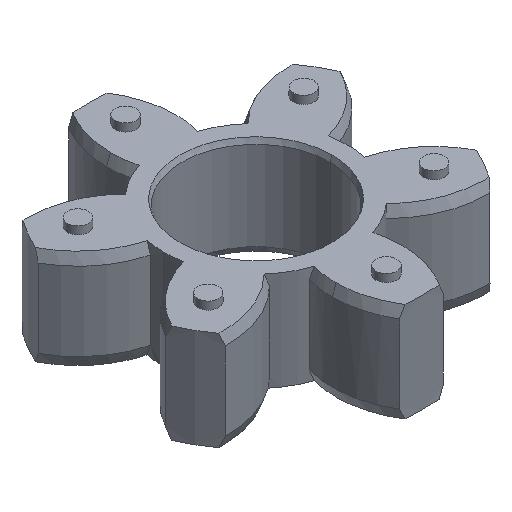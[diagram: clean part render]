
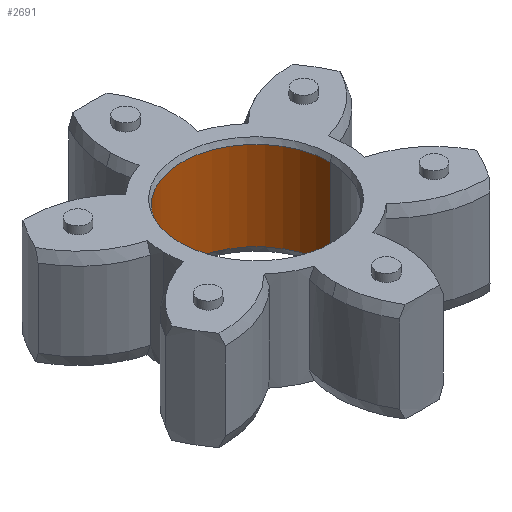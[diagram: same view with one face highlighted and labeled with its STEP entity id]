
A CAD part, isometric view. The second image highlights one B-rep face of the part: STEP entity #2691.
In plain terms, the highlighted cylindrical face has radius 7.1 mm (diameter 14.2 mm), a partial arc.
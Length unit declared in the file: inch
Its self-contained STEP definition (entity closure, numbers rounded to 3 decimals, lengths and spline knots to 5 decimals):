
#34 = DIRECTION ( 'NONE',  ( 0., 0., 1. ) ) ;
#174 = DIRECTION ( 'NONE',  ( 0., 0., -1. ) ) ;
#374 = VERTEX_POINT ( 'NONE', #1505 ) ;
#596 = CARTESIAN_POINT ( 'NONE',  ( 0., 0., -0.35433 ) ) ;
#711 = CARTESIAN_POINT ( 'NONE',  ( -0.27953, 0., -0.18701 ) ) ;
#755 = VECTOR ( 'NONE', #2592, 39.37008 ) ;
#761 = ORIENTED_EDGE ( 'NONE', *, *, #1245, .F. ) ;
#802 = VERTEX_POINT ( 'NONE', #2520 ) ;
#862 = CIRCLE ( 'NONE', #1646, 0.27953 ) ;
#1042 = EDGE_CURVE ( 'NONE', #802, #1403, #1758, .T. ) ;
#1219 = CARTESIAN_POINT ( 'NONE',  ( 0.27953, 0., -0.18701 ) ) ;
#1245 = EDGE_CURVE ( 'NONE', #374, #1403, #1468, .T. ) ;
#1254 = AXIS2_PLACEMENT_3D ( 'NONE', #1792, #174, #2074 ) ;
#1403 = VERTEX_POINT ( 'NONE', #1788 ) ;
#1468 = CIRCLE ( 'NONE', #3213, 0.27953 ) ;
#1505 = CARTESIAN_POINT ( 'NONE',  ( 0.27953, 0., -0.35433 ) ) ;
#1545 = CARTESIAN_POINT ( 'NONE',  ( 0.27953, 0., -0.01969 ) ) ;
#1580 = FACE_OUTER_BOUND ( 'NONE', #1768, .T. ) ;
#1592 = ORIENTED_EDGE ( 'NONE', *, *, #3042, .F. ) ;
#1646 = AXIS2_PLACEMENT_3D ( 'NONE', #1682, #2801, #2277 ) ;
#1682 = CARTESIAN_POINT ( 'NONE',  ( 0., 0., -0.01969 ) ) ;
#1758 = LINE ( 'NONE', #711, #2629 ) ;
#1768 = EDGE_LOOP ( 'NONE', ( #1592, #3440, #3505, #761 ) ) ;
#1788 = CARTESIAN_POINT ( 'NONE',  ( -0.27953, 0., -0.35433 ) ) ;
#1792 = CARTESIAN_POINT ( 'NONE',  ( 0., 0., -0.18701 ) ) ;
#1890 = LINE ( 'NONE', #1219, #755 ) ;
#2074 = DIRECTION ( 'NONE',  ( -1., 0., 0. ) ) ;
#2098 = DIRECTION ( 'NONE',  ( 0., 0., -1. ) ) ;
#2277 = DIRECTION ( 'NONE',  ( 0., 1., 0. ) ) ;
#2410 = EDGE_CURVE ( 'NONE', #3296, #802, #862, .T. ) ;
#2493 = DIRECTION ( 'NONE',  ( -1., 0., 0. ) ) ;
#2520 = CARTESIAN_POINT ( 'NONE',  ( -0.27953, 0., -0.01969 ) ) ;
#2592 = DIRECTION ( 'NONE',  ( 0., 0., -1. ) ) ;
#2629 = VECTOR ( 'NONE', #2098, 39.37008 ) ;
#2691 = ADVANCED_FACE ( 'NONE', ( #1580 ), #2817, .F. ) ;
#2801 = DIRECTION ( 'NONE',  ( 0., 0., 1. ) ) ;
#2817 = CYLINDRICAL_SURFACE ( 'NONE', #1254, 0.27953 ) ;
#3042 = EDGE_CURVE ( 'NONE', #3296, #374, #1890, .T. ) ;
#3213 = AXIS2_PLACEMENT_3D ( 'NONE', #596, #34, #2493 ) ;
#3296 = VERTEX_POINT ( 'NONE', #1545 ) ;
#3440 = ORIENTED_EDGE ( 'NONE', *, *, #2410, .T. ) ;
#3505 = ORIENTED_EDGE ( 'NONE', *, *, #1042, .T. ) ;
